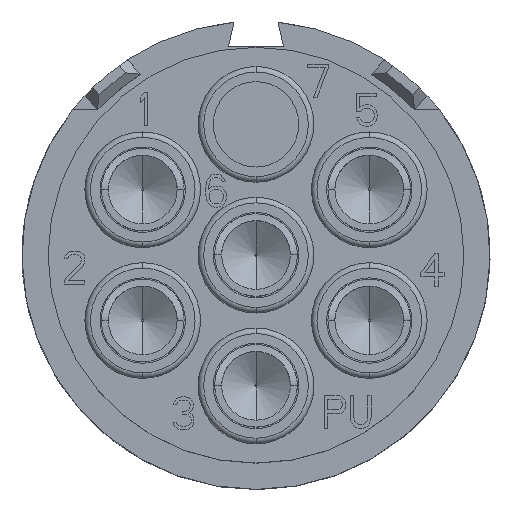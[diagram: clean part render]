
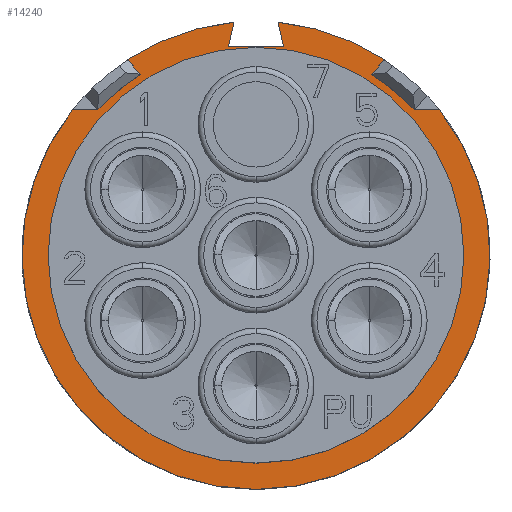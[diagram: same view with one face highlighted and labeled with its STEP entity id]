
A CAD part, top view. The second image highlights one B-rep face of the part: STEP entity #14240.
In plain terms, the highlighted planar face has unit normal (0, 0, 1).
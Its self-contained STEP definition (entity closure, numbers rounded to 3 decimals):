
#1710=CARTESIAN_POINT('',(0.,0.,2.5));
#1711=DIRECTION('',(0.,0.,1.));
#1712=DIRECTION('',(0.548,0.836,0.));
#1713=AXIS2_PLACEMENT_3D('',#1710,#1711,#1712);
#1728=DIRECTION('',(0.22,0.976,0.));
#1729=VECTOR('',#1728,0.91);
#1730=CARTESIAN_POINT('',(-1.,7.575,2.5));
#1731=LINE('',#1730,#1729);
#1732=DIRECTION('',(-1.,0.,0.));
#1733=VECTOR('',#1732,2.);
#1734=CARTESIAN_POINT('',(1.,7.575,2.5));
#1735=LINE('',#1734,#1733);
#1736=DIRECTION('',(0.22,-0.976,0.));
#1737=VECTOR('',#1736,0.91);
#1738=CARTESIAN_POINT('',(0.8,8.462,2.5));
#1739=LINE('',#1738,#1737);
#1740=DIRECTION('',(0.643,0.766,0.));
#1741=VECTOR('',#1740,0.705);
#1742=CARTESIAN_POINT('',(4.206,6.569,2.5));
#1743=LINE('',#1742,#1741);
#1744=CARTESIAN_POINT('',(0.,0.,2.5));
#1745=DIRECTION('',(0.,0.,-1.));
#1746=DIRECTION('',(0.539,0.842,0.));
#1747=AXIS2_PLACEMENT_3D('',#1744,#1745,#1746);
#1749=DIRECTION('',(-1.,0.,0.));
#1750=VECTOR('',#1749,0.92);
#1751=CARTESIAN_POINT('',(6.659,5.283,2.5));
#1752=LINE('',#1751,#1750);
#1753=DIRECTION('',(-1.,0.,0.));
#1754=VECTOR('',#1753,0.92);
#1755=CARTESIAN_POINT('',(-5.738,5.283,2.5));
#1756=LINE('',#1755,#1754);
#1757=CARTESIAN_POINT('',(0.,0.,2.5));
#1758=DIRECTION('',(0.,0.,-1.));
#1759=DIRECTION('',(-0.736,0.677,0.));
#1760=AXIS2_PLACEMENT_3D('',#1757,#1758,#1759);
#1762=DIRECTION('',(0.643,-0.766,0.));
#1763=VECTOR('',#1762,0.705);
#1764=CARTESIAN_POINT('',(-4.66,7.109,2.5));
#1765=LINE('',#1764,#1763);
#1766=CARTESIAN_POINT('',(0.,0.,2.5));
#1767=DIRECTION('',(0.,0.,1.));
#1768=DIRECTION('',(-0.094,0.996,0.));
#1769=AXIS2_PLACEMENT_3D('',#1766,#1767,#1768);
#1796=CARTESIAN_POINT('',(0.,0.,2.5));
#1797=DIRECTION('',(0.,0.,1.));
#1798=DIRECTION('',(-0.783,0.622,0.));
#1799=AXIS2_PLACEMENT_3D('',#1796,#1797,#1798);
#1826=CARTESIAN_POINT('',(0.,0.,2.5));
#1827=DIRECTION('',(0.,0.,-1.));
#1828=DIRECTION('',(-1.,0.,0.));
#1829=AXIS2_PLACEMENT_3D('',#1826,#1827,#1828);
#1839=CARTESIAN_POINT('',(0.,0.,2.5));
#1840=DIRECTION('',(0.,0.,1.));
#1841=DIRECTION('',(-1.,0.,0.));
#1842=AXIS2_PLACEMENT_3D('',#1839,#1840,#1841);
#11203=CARTESIAN_POINT('',(-7.55,0.,2.5));
#11205=VERTEX_POINT('',#11203);
#11207=CARTESIAN_POINT('',(7.55,0.,2.5));
#11209=VERTEX_POINT('',#11207);
#12383=CARTESIAN_POINT('',(0.8,8.462,2.5));
#12385=VERTEX_POINT('',#12383);
#12389=CARTESIAN_POINT('',(-0.8,8.462,2.5));
#12391=VERTEX_POINT('',#12389);
#12395=CARTESIAN_POINT('',(1.,7.575,2.5));
#12396=VERTEX_POINT('',#12395);
#12397=CARTESIAN_POINT('',(-1.,7.575,2.5));
#12398=VERTEX_POINT('',#12397);
#12415=CARTESIAN_POINT('',(-4.66,7.109,2.5));
#12416=VERTEX_POINT('',#12415);
#12417=CARTESIAN_POINT('',(-6.659,5.283,2.5));
#12418=CARTESIAN_POINT('',(6.659,5.283,2.5));
#12419=VERTEX_POINT('',#12417);
#12420=VERTEX_POINT('',#12418);
#12421=CARTESIAN_POINT('',(4.66,7.109,2.5));
#12422=VERTEX_POINT('',#12421);
#12449=CARTESIAN_POINT('',(4.206,6.569,2.5));
#12450=CARTESIAN_POINT('',(5.738,5.283,2.5));
#12451=VERTEX_POINT('',#12449);
#12452=VERTEX_POINT('',#12450);
#12455=CARTESIAN_POINT('',(-4.206,6.569,2.5));
#12456=VERTEX_POINT('',#12455);
#12457=CARTESIAN_POINT('',(-5.738,5.283,2.5));
#12458=VERTEX_POINT('',#12457);
#14209=CARTESIAN_POINT('',(0.,0.,2.5));
#14210=DIRECTION('',(0.,0.,-1.));
#14211=DIRECTION('',(1.,0.,0.));
#14212=AXIS2_PLACEMENT_3D('',#14209,#14210,#14211);
#14213=PLANE('',#14212);
#14215=ORIENTED_EDGE('',*,*,#14214,.F.);
#14216=ORIENTED_EDGE('',*,*,#14110,.F.);
#14217=ORIENTED_EDGE('',*,*,#14130,.F.);
#14218=ORIENTED_EDGE('',*,*,#14150,.F.);
#14219=ORIENTED_EDGE('',*,*,#14200,.F.);
#14221=ORIENTED_EDGE('',*,*,#14220,.F.);
#14222=ORIENTED_EDGE('',*,*,#13762,.T.);
#14224=ORIENTED_EDGE('',*,*,#14223,.F.);
#14226=ORIENTED_EDGE('',*,*,#14225,.F.);
#14228=ORIENTED_EDGE('',*,*,#14227,.F.);
#14229=ORIENTED_EDGE('',*,*,#13754,.T.);
#14231=ORIENTED_EDGE('',*,*,#14230,.F.);
#14232=EDGE_LOOP('',(#14215,#14216,#14217,#14218,#14219,#14221,#14222,#14224,
#14226,#14228,#14229,#14231));
#14233=FACE_OUTER_BOUND('',#14232,.F.);
#14235=ORIENTED_EDGE('',*,*,#14234,.F.);
#14237=ORIENTED_EDGE('',*,*,#14236,.T.);
#14238=EDGE_LOOP('',(#14235,#14237));
#14239=FACE_BOUND('',#14238,.F.);
#1714=CIRCLE('',#1713,8.5);
#1748=CIRCLE('',#1747,7.8);
#1761=CIRCLE('',#1760,7.8);
#1770=CIRCLE('',#1769,8.5);
#1800=CIRCLE('',#1799,8.5);
#1830=CIRCLE('',#1829,7.55);
#1843=CIRCLE('',#1842,7.55);
#13754=EDGE_CURVE('',#12458,#12456,#1761,.T.);
#13762=EDGE_CURVE('',#12451,#12452,#1748,.T.);
#14110=EDGE_CURVE('',#12398,#12391,#1731,.T.);
#14130=EDGE_CURVE('',#12396,#12398,#1735,.T.);
#14150=EDGE_CURVE('',#12385,#12396,#1739,.T.);
#14200=EDGE_CURVE('',#12422,#12385,#1714,.T.);
#14214=EDGE_CURVE('',#12391,#12416,#1770,.T.);
#14220=EDGE_CURVE('',#12451,#12422,#1743,.T.);
#14223=EDGE_CURVE('',#12420,#12452,#1752,.T.);
#14225=EDGE_CURVE('',#12419,#12420,#1800,.T.);
#14227=EDGE_CURVE('',#12458,#12419,#1756,.T.);
#14230=EDGE_CURVE('',#12416,#12456,#1765,.T.);
#14234=EDGE_CURVE('',#11205,#11209,#1830,.T.);
#14236=EDGE_CURVE('',#11205,#11209,#1843,.T.);
#14240=ADVANCED_FACE('',(#14233,#14239),#14213,.F.);
